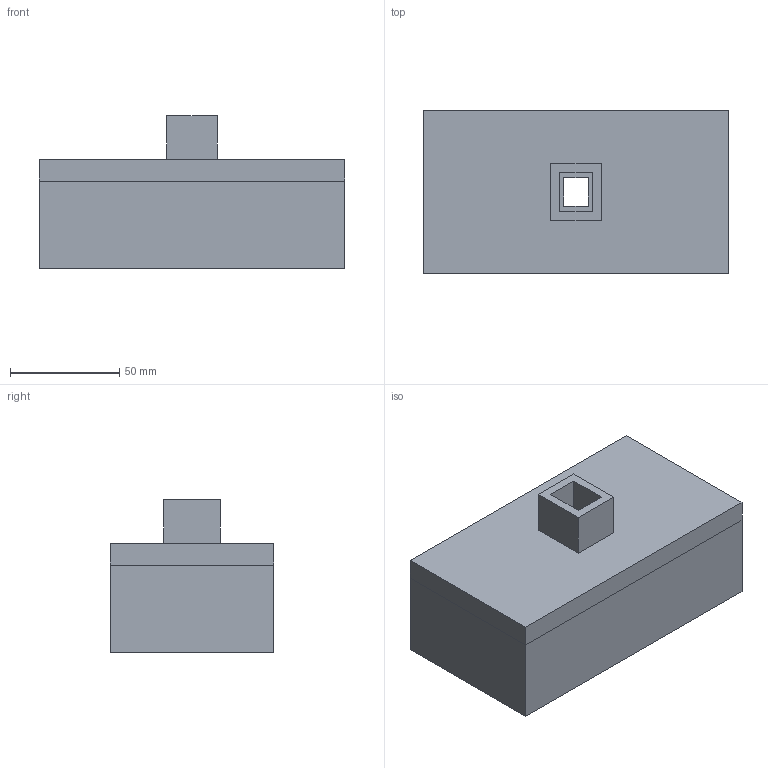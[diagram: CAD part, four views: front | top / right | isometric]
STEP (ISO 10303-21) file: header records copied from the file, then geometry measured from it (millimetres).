
FILE_DESCRIPTION(('FreeCAD Model'),'2;1');
FILE_NAME('Open CASCADE Shape Model','2024-10-28T12:54:25',(''),(''), 'Open CASCADE STEP processor 7.6','FreeCAD','Unknown');
FILE_SCHEMA(('AUTOMOTIVE_DESIGN { 1 0 10303 214 1 1 1 1 }'));
Length unit declared in the file: millimetre
Products named in the file (2): Base; Body007
Assembly tree (1 placements, depth 2):
  Base
    Body007
Bounding box: 140 x 75 x 70 mm (x, y, z)
Volume: 175354 mm3; surface area: 62038 mm2
Topology: 1 solids, 1 shells, 31 faces, 76 edges, 52 vertices
Faces by surface type: plane 31
Entity records: 1934 total; most frequent: CARTESIAN_POINT 313, DIRECTION 294, LINE 228, VECTOR 228, ORIENTED_EDGE 152, PCURVE 152, DEFINITIONAL_REPRESENTATION 152, EDGE_CURVE 76
